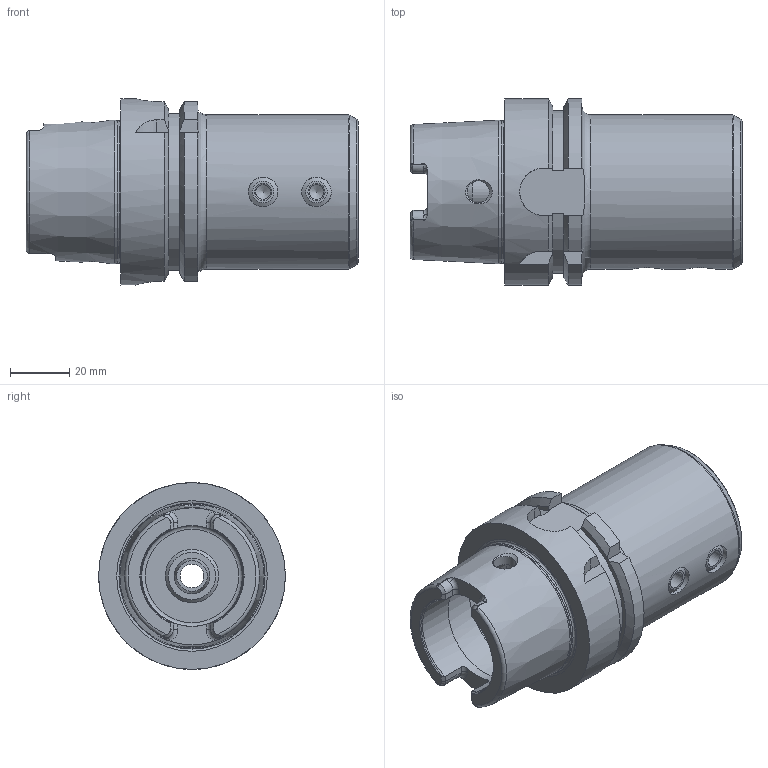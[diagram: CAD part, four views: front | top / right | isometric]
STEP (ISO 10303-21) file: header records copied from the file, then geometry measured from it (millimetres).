
FILE_DESCRIPTION((''),'2;1');
FILE_NAME('591075120080-3D.stp','2019-12-10T19:59:24',('nttooll'),(''),'Autodesk Inventor 2012','Autodesk Inventor 2012','');
FILE_SCHEMA(('AUTOMOTIVE_DESIGN { 1 0 10303 214 1 1 1 1 }'));
Length unit declared in the file: millimetre
Products named in the file (1): 591075120080-3D
Bounding box: 112 x 63 x 63 mm (x, y, z)
Volume: 182363.2 mm3; surface area: 36181.5 mm2
Topology: 1 solids, 1 shells, 155 faces, 391 edges, 245 vertices
Faces by surface type: plane 55, cylinder 45, cone 35, torus 20
Full cylindrical faces by diameter (mm): 5 x2, 5.774 x2, 7 x2, 7.5 x2, 8 x1, 10 x4, 11.3 x1, 12 x1, 18 x1, 20 x1, 20.4 x1, 34 x1, 34.5 x1, 40 x1, 48 x1, 52 x1, 63 x1
Entity records: 4726 total; most frequent: CARTESIAN_POINT 1349, DIRECTION 698, ORIENTED_EDGE 640, EDGE_CURVE 320, AXIS2_PLACEMENT_3D 298, VERTEX_POINT 229, EDGE_LOOP 223, FACE_OUTER_BOUND 155
